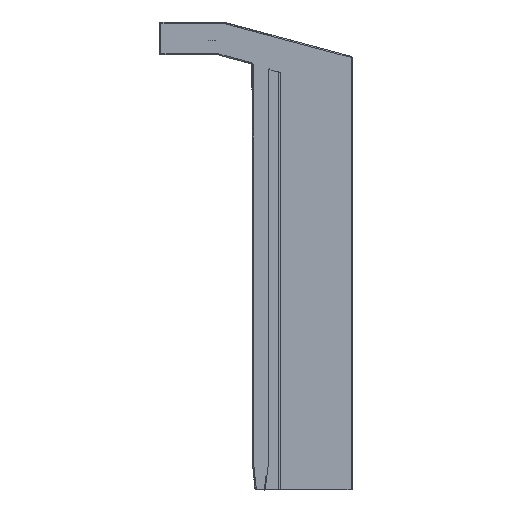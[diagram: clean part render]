
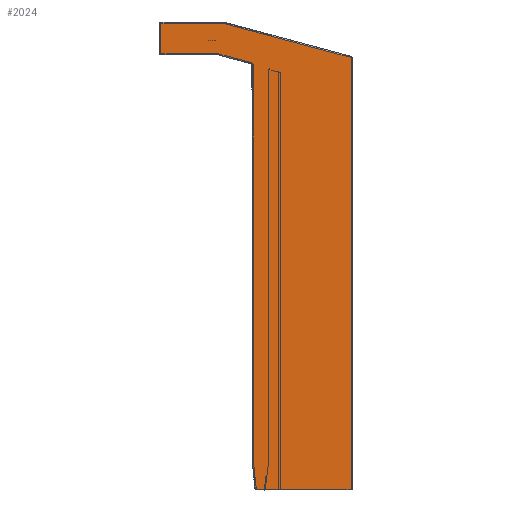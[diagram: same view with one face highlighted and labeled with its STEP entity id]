
A CAD part, front view. The second image highlights one B-rep face of the part: STEP entity #2024.
In plain terms, the highlighted planar face has unit normal (0, -1, 0).
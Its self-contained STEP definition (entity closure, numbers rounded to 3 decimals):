
#1023=PLANE('',#21020);
#2024=ADVANCED_FACE('',(#3139),#1023,.T.);
#3139=FACE_OUTER_BOUND('',#4334,.T.);
#4334=EDGE_LOOP('',(#10515,#10516,#10517,#10518,#10519,#10520,#10521,#10522,
#10523,#10524,#10525));
#4559=B_SPLINE_CURVE_WITH_KNOTS('',3,(#34394,#34395,#34396,#34397,#34398),
 .UNSPECIFIED.,.F.,.F.,(4,1,4),(0.,0.5,1.),.UNSPECIFIED.);
#4571=B_SPLINE_CURVE_WITH_KNOTS('',3,(#34525,#34526,#34527,#34528,#34529,
#34530,#34531),.UNSPECIFIED.,.F.,.F.,(4,1,1,1,4),(0.,0.25,0.5,0.75,1.),
 .UNSPECIFIED.);
#4849=CIRCLE('',#21013,0.6);
#10515=ORIENTED_EDGE('',*,*,#15191,.T.);
#10516=ORIENTED_EDGE('',*,*,#15190,.T.);
#10517=ORIENTED_EDGE('',*,*,#15187,.T.);
#10518=ORIENTED_EDGE('',*,*,#15183,.F.);
#10519=ORIENTED_EDGE('',*,*,#15179,.T.);
#10520=ORIENTED_EDGE('',*,*,#15169,.T.);
#10521=ORIENTED_EDGE('',*,*,#15165,.T.);
#10522=ORIENTED_EDGE('',*,*,#12573,.T.);
#10523=ORIENTED_EDGE('',*,*,#12587,.T.);
#10524=ORIENTED_EDGE('',*,*,#12583,.T.);
#10525=ORIENTED_EDGE('',*,*,#15194,.T.);
#10679=VERTEX_POINT('',#27089);
#10680=VERTEX_POINT('',#27090);
#10687=VERTEX_POINT('',#27110);
#10688=VERTEX_POINT('',#27114);
#12345=VERTEX_POINT('',#34381);
#12348=VERTEX_POINT('',#34399);
#12352=VERTEX_POINT('',#34509);
#12354=VERTEX_POINT('',#34517);
#12355=VERTEX_POINT('',#34810);
#12356=VERTEX_POINT('',#34814);
#12357=VERTEX_POINT('',#34818);
#12573=EDGE_CURVE('',#10679,#10680,#15275,.T.);
#12583=EDGE_CURVE('',#10688,#10687,#15279,.T.);
#12587=EDGE_CURVE('',#10680,#10688,#15282,.T.);
#15165=EDGE_CURVE('',#12345,#10679,#17501,.T.);
#15169=EDGE_CURVE('',#12348,#12345,#4559,.T.);
#15179=EDGE_CURVE('',#12352,#12348,#17502,.T.);
#15183=EDGE_CURVE('',#12352,#12354,#4571,.T.);
#15187=EDGE_CURVE('',#12355,#12354,#17504,.T.);
#15190=EDGE_CURVE('',#12356,#12355,#4849,.T.);
#15191=EDGE_CURVE('',#12357,#12356,#17505,.T.);
#15194=EDGE_CURVE('',#10687,#12357,#17506,.T.);
#15275=LINE('',#27088,#17587);
#15279=LINE('',#27113,#17591);
#15282=LINE('',#27124,#17594);
#17501=LINE('',#34380,#19813);
#17502=LINE('',#34508,#19814);
#17504=LINE('',#34809,#19816);
#17505=LINE('',#34817,#19817);
#17506=LINE('',#34823,#19818);
#17587=VECTOR('',#21343,1.);
#17591=VECTOR('',#21363,1.);
#17594=VECTOR('',#21368,1.);
#19813=VECTOR('',#25665,1.);
#19814=VECTOR('',#25676,1.);
#19816=VECTOR('',#25686,1.);
#19817=VECTOR('',#25697,1.);
#19818=VECTOR('',#25706,1.);
#21013=AXIS2_PLACEMENT_3D('',#34815,#25693,#25694);
#21020=AXIS2_PLACEMENT_3D('',#34825,#25709,#25710);
#21343=DIRECTION('',(0.,0.,1.));
#21363=DIRECTION('',(-1.,0.,0.));
#21368=DIRECTION('',(-0.966,0.,0.259));
#25665=DIRECTION('',(1.,0.,0.));
#25676=DIRECTION('',(0.,0.,-1.));
#25686=DIRECTION('',(0.966,0.,-0.259));
#25693=DIRECTION('',(0.,1.,0.));
#25694=DIRECTION('',(0.,0.,1.));
#25697=DIRECTION('',(1.,0.,0.));
#25706=DIRECTION('',(0.,0.,-1.));
#25709=DIRECTION('',(0.,-1.,0.));
#25710=DIRECTION('',(1.,0.,0.));
#27088=CARTESIAN_POINT('',(19.7,-194.647,-98.953));
#27089=CARTESIAN_POINT('',(19.7,-194.647,-98.953));
#27090=CARTESIAN_POINT('',(19.7,-194.647,19.154));
#27110=CARTESIAN_POINT('',(-32.2,-194.647,28.547));
#27113=CARTESIAN_POINT('',(-15.355,-194.647,28.547));
#27114=CARTESIAN_POINT('',(-15.355,-194.647,28.547));
#27124=CARTESIAN_POINT('',(19.7,-194.647,19.154));
#34380=CARTESIAN_POINT('',(-6.16,-194.647,-98.953));
#34381=CARTESIAN_POINT('',(-6.16,-194.647,-98.953));
#34394=CARTESIAN_POINT('',(-6.977,-194.647,-90.938));
#34395=CARTESIAN_POINT('',(-6.835,-194.647,-92.343));
#34396=CARTESIAN_POINT('',(-6.558,-194.647,-95.085));
#34397=CARTESIAN_POINT('',(-6.291,-194.647,-97.687));
#34398=CARTESIAN_POINT('',(-6.16,-194.647,-98.953));
#34399=CARTESIAN_POINT('',(-6.977,-194.647,-90.938));
#34508=CARTESIAN_POINT('',(-6.977,-194.647,17.144));
#34509=CARTESIAN_POINT('',(-6.977,-194.647,17.144));
#34517=CARTESIAN_POINT('',(-7.427,-194.647,17.726));
#34525=CARTESIAN_POINT('',(-6.977,-194.647,17.144));
#34526=CARTESIAN_POINT('',(-6.977,-194.647,17.203));
#34527=CARTESIAN_POINT('',(-6.994,-194.647,17.321));
#34528=CARTESIAN_POINT('',(-7.085,-194.647,17.509));
#34529=CARTESIAN_POINT('',(-7.244,-194.647,17.656));
#34530=CARTESIAN_POINT('',(-7.362,-194.647,17.709));
#34531=CARTESIAN_POINT('',(-7.427,-194.647,17.726));
#34809=CARTESIAN_POINT('',(-16.384,-194.647,20.126));
#34810=CARTESIAN_POINT('',(-16.384,-194.647,20.126));
#34814=CARTESIAN_POINT('',(-16.539,-194.647,20.147));
#34815=CARTESIAN_POINT('',(-16.539,-194.647,19.547));
#34817=CARTESIAN_POINT('',(-32.2,-194.647,20.147));
#34818=CARTESIAN_POINT('',(-32.2,-194.647,20.147));
#34823=CARTESIAN_POINT('',(-32.2,-194.647,28.547));
#34825=CARTESIAN_POINT('',(0.,-194.647,19.847));
